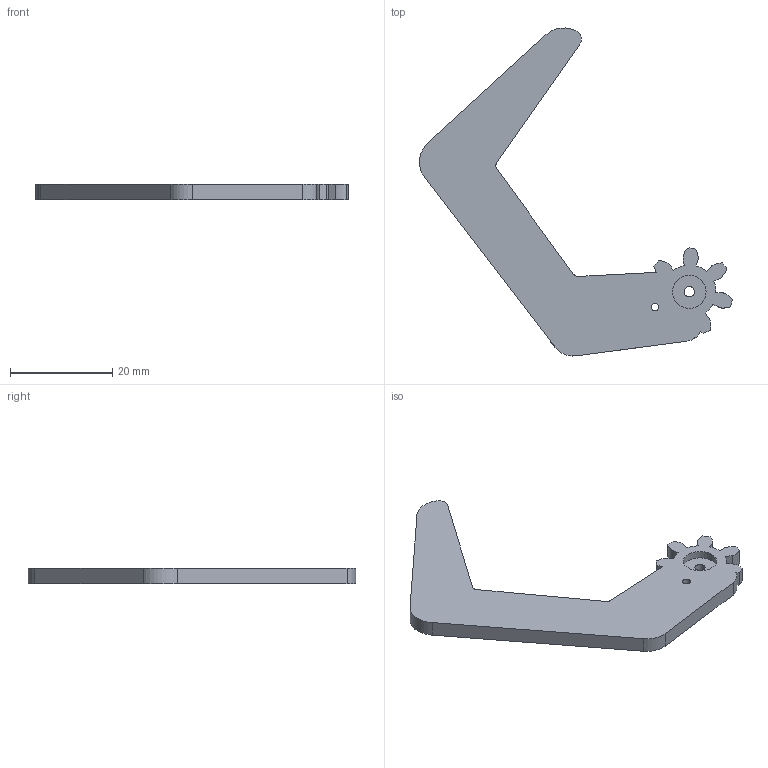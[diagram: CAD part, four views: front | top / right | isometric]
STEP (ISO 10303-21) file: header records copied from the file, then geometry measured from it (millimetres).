
FILE_DESCRIPTION(('FreeCAD Model'),'2;1');
FILE_NAME('claw-pincer-servo.step' ,'2015-01-11T10:49:08',('FreeCAD'),('FreeCAD'), 'Open CASCADE STEP processor 6.7','FreeCAD','Unknown');
FILE_SCHEMA(('AUTOMOTIVE_DESIGN_CC2 { 1 2 10303 214 -1 1 5 4 }'));
Length unit declared in the file: millimetre
Products named in the file (1): horn-drill
Bounding box: 61.12 x 64.06 x 3 mm (x, y, z)
Volume: 3548.1 mm3; surface area: 3166.4 mm2
Topology: 1 solids, 1 shells, 46 faces, 129 edges, 86 vertices
Faces by surface type: cylinder 19, plane 17, extrusion 10
Full cylindrical faces by diameter (mm): 1.5 x1, 2 x1, 6.5 x1
Entity records: 3949 total; most frequent: CARTESIAN_POINT 1456, DIRECTION 427, VECTOR 259, ORIENTED_EDGE 258, PCURVE 258, DEFINITIONAL_REPRESENTATION 258, LINE 249, EDGE_CURVE 129
